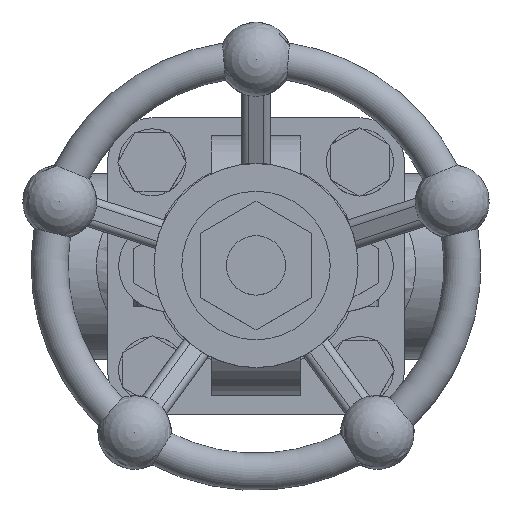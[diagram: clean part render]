
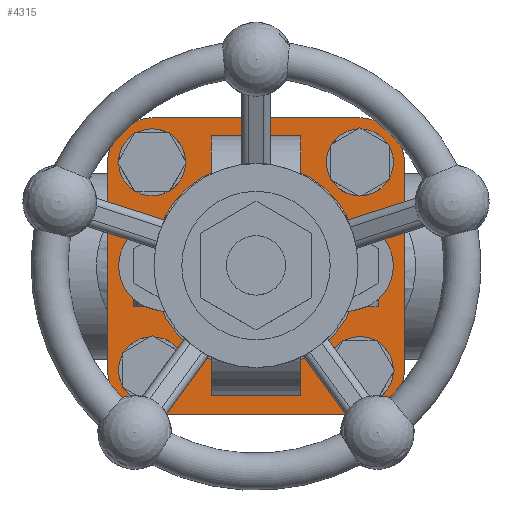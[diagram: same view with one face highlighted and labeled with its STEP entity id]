
A CAD part, top view. The second image highlights one B-rep face of the part: STEP entity #4315.
In plain terms, the highlighted planar face has unit normal (0, 0, 1).
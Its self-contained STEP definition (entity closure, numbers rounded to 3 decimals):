
#66=LINE('',#6694,#407);
#67=LINE('',#6698,#408);
#68=LINE('',#6702,#409);
#69=LINE('',#6706,#410);
#407=VECTOR('',#5204,56.);
#408=VECTOR('',#5207,56.);
#409=VECTOR('',#5210,56.);
#410=VECTOR('',#5213,56.);
#745=PLANE('',#4638);
#1012=FACE_BOUND('',#1385,.T.);
#1013=FACE_BOUND('',#1386,.T.);
#1014=FACE_BOUND('',#1387,.T.);
#1015=FACE_BOUND('',#1388,.T.);
#1016=FACE_BOUND('',#1389,.T.);
#1105=FACE_OUTER_BOUND('',#1384,.T.);
#1384=EDGE_LOOP('',(#3045,#3046,#3047,#3048,#3049,#3050,#3051,#3052));
#1385=EDGE_LOOP('',(#3053));
#1386=EDGE_LOOP('',(#3054));
#1387=EDGE_LOOP('',(#3055));
#1388=EDGE_LOOP('',(#3056));
#1389=EDGE_LOOP('',(#3057));
#1738=CIRCLE('',#4628,28.);
#1743=CIRCLE('',#4639,12.);
#1744=CIRCLE('',#4640,12.);
#1745=CIRCLE('',#4641,12.);
#1746=CIRCLE('',#4642,12.);
#1747=CIRCLE('',#4643,9.);
#1748=CIRCLE('',#4644,9.);
#1749=CIRCLE('',#4645,9.);
#1750=CIRCLE('',#4646,9.);
#1948=VERTEX_POINT('',#6666);
#1959=VERTEX_POINT('',#6692);
#1960=VERTEX_POINT('',#6693);
#1961=VERTEX_POINT('',#6695);
#1962=VERTEX_POINT('',#6697);
#1963=VERTEX_POINT('',#6699);
#1964=VERTEX_POINT('',#6701);
#1965=VERTEX_POINT('',#6703);
#1966=VERTEX_POINT('',#6705);
#1967=VERTEX_POINT('',#6708);
#1968=VERTEX_POINT('',#6710);
#1969=VERTEX_POINT('',#6712);
#1970=VERTEX_POINT('',#6714);
#2377=EDGE_CURVE('',#1948,#1948,#1738,.T.);
#2390=EDGE_CURVE('',#1959,#1960,#66,.T.);
#2391=EDGE_CURVE('',#1960,#1961,#1743,.T.);
#2392=EDGE_CURVE('',#1961,#1962,#67,.T.);
#2393=EDGE_CURVE('',#1962,#1963,#1744,.T.);
#2394=EDGE_CURVE('',#1963,#1964,#68,.T.);
#2395=EDGE_CURVE('',#1964,#1965,#1745,.T.);
#2396=EDGE_CURVE('',#1965,#1966,#69,.T.);
#2397=EDGE_CURVE('',#1966,#1959,#1746,.T.);
#2398=EDGE_CURVE('',#1967,#1967,#1747,.T.);
#2399=EDGE_CURVE('',#1968,#1968,#1748,.T.);
#2400=EDGE_CURVE('',#1969,#1969,#1749,.T.);
#2401=EDGE_CURVE('',#1970,#1970,#1750,.T.);
#3045=ORIENTED_EDGE('',*,*,#2390,.T.);
#3046=ORIENTED_EDGE('',*,*,#2391,.T.);
#3047=ORIENTED_EDGE('',*,*,#2392,.T.);
#3048=ORIENTED_EDGE('',*,*,#2393,.T.);
#3049=ORIENTED_EDGE('',*,*,#2394,.T.);
#3050=ORIENTED_EDGE('',*,*,#2395,.T.);
#3051=ORIENTED_EDGE('',*,*,#2396,.T.);
#3052=ORIENTED_EDGE('',*,*,#2397,.T.);
#3053=ORIENTED_EDGE('',*,*,#2398,.T.);
#3054=ORIENTED_EDGE('',*,*,#2399,.T.);
#3055=ORIENTED_EDGE('',*,*,#2400,.T.);
#3056=ORIENTED_EDGE('',*,*,#2401,.T.);
#3057=ORIENTED_EDGE('',*,*,#2377,.F.);
#4315=ADVANCED_FACE('',(#1105,#1012,#1013,#1014,#1015,#1016),#745,.T.);
#4628=AXIS2_PLACEMENT_3D('',#6667,#5178,#5179);
#4638=AXIS2_PLACEMENT_3D('',#6691,#5202,#5203);
#4639=AXIS2_PLACEMENT_3D('',#6696,#5205,#5206);
#4640=AXIS2_PLACEMENT_3D('',#6700,#5208,#5209);
#4641=AXIS2_PLACEMENT_3D('',#6704,#5211,#5212);
#4642=AXIS2_PLACEMENT_3D('',#6707,#5214,#5215);
#4643=AXIS2_PLACEMENT_3D('',#6709,#5216,#5217);
#4644=AXIS2_PLACEMENT_3D('',#6711,#5218,#5219);
#4645=AXIS2_PLACEMENT_3D('',#6713,#5220,#5221);
#4646=AXIS2_PLACEMENT_3D('',#6715,#5222,#5223);
#5178=DIRECTION('center_axis',(0.,0.,1.));
#5179=DIRECTION('ref_axis',(-1.,0.,0.));
#5202=DIRECTION('center_axis',(0.,0.,1.));
#5203=DIRECTION('ref_axis',(1.,0.,0.));
#5204=DIRECTION('',(-1.,0.,0.));
#5205=DIRECTION('center_axis',(0.,0.,1.));
#5206=DIRECTION('ref_axis',(0.,-1.,0.));
#5207=DIRECTION('',(0.,-1.,0.));
#5208=DIRECTION('center_axis',(0.,0.,1.));
#5209=DIRECTION('ref_axis',(1.,0.,0.));
#5210=DIRECTION('',(1.,0.,0.));
#5211=DIRECTION('center_axis',(0.,0.,1.));
#5212=DIRECTION('ref_axis',(0.,1.,0.));
#5213=DIRECTION('',(0.,1.,0.));
#5214=DIRECTION('center_axis',(0.,0.,1.));
#5215=DIRECTION('ref_axis',(-1.,0.,0.));
#5216=DIRECTION('center_axis',(0.,0.,-1.));
#5217=DIRECTION('ref_axis',(-1.,0.,0.));
#5218=DIRECTION('center_axis',(0.,0.,-1.));
#5219=DIRECTION('ref_axis',(0.,-1.,0.));
#5220=DIRECTION('center_axis',(0.,0.,-1.));
#5221=DIRECTION('ref_axis',(1.,0.,0.));
#5222=DIRECTION('center_axis',(0.,0.,-1.));
#5223=DIRECTION('ref_axis',(0.,1.,0.));
#6666=CARTESIAN_POINT('',(28.,0.,15.));
#6667=CARTESIAN_POINT('Origin',(0.,0.,15.));
#6691=CARTESIAN_POINT('Origin',(0.,0.,
15.));
#6692=CARTESIAN_POINT('',(28.,40.,15.));
#6693=CARTESIAN_POINT('',(-28.,40.,15.));
#6694=CARTESIAN_POINT('',(-28.,40.,15.));
#6695=CARTESIAN_POINT('',(-40.,28.,15.));
#6696=CARTESIAN_POINT('Origin',(-28.,28.,15.));
#6697=CARTESIAN_POINT('',(-40.,-28.,15.));
#6698=CARTESIAN_POINT('',(-40.,-28.,15.));
#6699=CARTESIAN_POINT('',(-28.,-40.,15.));
#6700=CARTESIAN_POINT('Origin',(-28.,-28.,15.));
#6701=CARTESIAN_POINT('',(28.,-40.,15.));
#6702=CARTESIAN_POINT('',(28.,-40.,15.));
#6703=CARTESIAN_POINT('',(40.,-28.,15.));
#6704=CARTESIAN_POINT('Origin',(28.,-28.,15.));
#6705=CARTESIAN_POINT('',(40.,28.,15.));
#6706=CARTESIAN_POINT('',(40.,28.,15.));
#6707=CARTESIAN_POINT('Origin',(28.,28.,15.));
#6708=CARTESIAN_POINT('',(-19.,-28.,15.));
#6709=CARTESIAN_POINT('Origin',(-28.,-28.,15.));
#6710=CARTESIAN_POINT('',(28.,-19.,15.));
#6711=CARTESIAN_POINT('Origin',(28.,-28.,15.));
#6712=CARTESIAN_POINT('',(19.,28.,15.));
#6713=CARTESIAN_POINT('Origin',(28.,28.,15.));
#6714=CARTESIAN_POINT('',(-28.,19.,15.));
#6715=CARTESIAN_POINT('Origin',(-28.,28.,15.));
